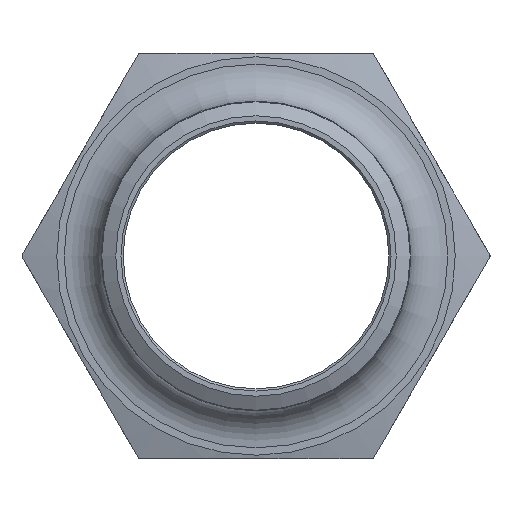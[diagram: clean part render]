
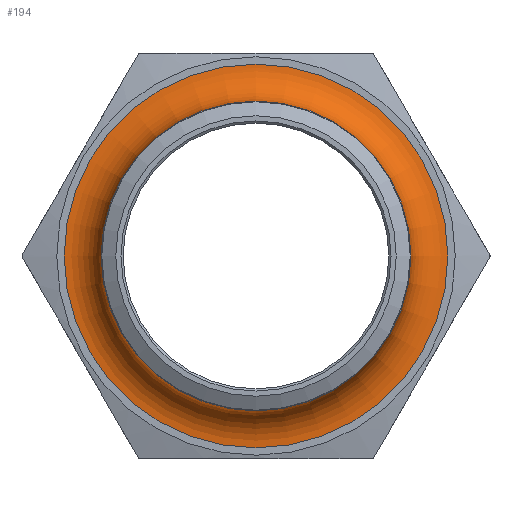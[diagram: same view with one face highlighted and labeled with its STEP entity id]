
A CAD part, left-side view. The second image highlights one B-rep face of the part: STEP entity #194.
In plain terms, the highlighted toroidal (fillet/blend) face has major radius 26 mm and minor radius 5 mm.
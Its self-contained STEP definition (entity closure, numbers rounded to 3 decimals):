
#148=TOROIDAL_SURFACE('',#661,26.,5.);
#194=ADVANCED_FACE('',(#273,#274),#148,.F.);
#273=FACE_BOUND('',#337,.T.);
#274=FACE_BOUND('',#338,.T.);
#337=EDGE_LOOP('',(#459));
#338=EDGE_LOOP('',(#460));
#459=ORIENTED_EDGE('',*,*,#576,.T.);
#460=ORIENTED_EDGE('',*,*,#575,.F.);
#514=VERTEX_POINT('',#1140);
#515=VERTEX_POINT('',#1143);
#575=EDGE_CURVE('',#514,#514,#600,.T.);
#576=EDGE_CURVE('',#515,#515,#601,.T.);
#600=CIRCLE('',#658,26.);
#601=CIRCLE('',#660,21.);
#658=AXIS2_PLACEMENT_3D('',#1139,#788,#789);
#660=AXIS2_PLACEMENT_3D('',#1142,#792,#793);
#661=AXIS2_PLACEMENT_3D('',#1144,#794,#795);
#788=DIRECTION('',(1.,0.,0.));
#789=DIRECTION('',(0.,0.,1.));
#792=DIRECTION('',(1.,0.,0.));
#793=DIRECTION('',(0.,0.,1.));
#794=DIRECTION('',(-1.,0.,0.));
#795=DIRECTION('',(0.,0.,1.));
#1139=CARTESIAN_POINT('',(16.,0.,0.));
#1140=CARTESIAN_POINT('',(16.,0.,26.));
#1142=CARTESIAN_POINT('',(11.,0.,0.));
#1143=CARTESIAN_POINT('',(11.,0.,21.));
#1144=CARTESIAN_POINT('',(11.,0.,0.));
